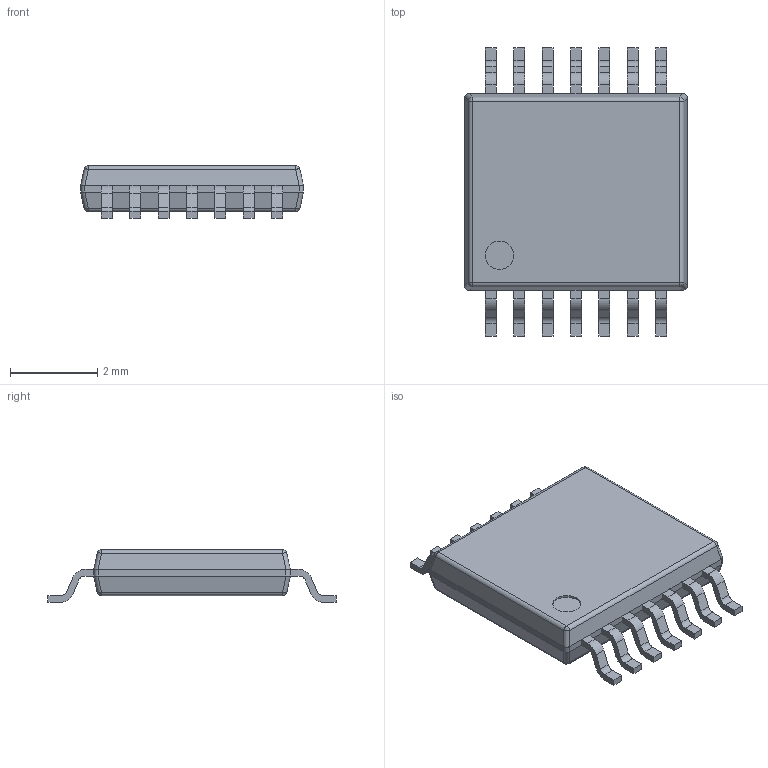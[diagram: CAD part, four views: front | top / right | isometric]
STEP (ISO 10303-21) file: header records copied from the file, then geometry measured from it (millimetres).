
FILE_DESCRIPTION(('STEP AP214'), '1');
FILE_NAME('MO-153AB-1', '', ('UNSPECIFIED'), ('UNSPECIFIED'), 'ASCON STEP Converter 1.3', 'ASCON Math Kernel', '');
FILE_SCHEMA(('AUTOMOTIVE_DESIGN { 1 0 10303 214 3 1 1}'));
Length unit declared in the file: millimetre
Bounding box: 5.1 x 6.6 x 1.2 mm (x, y, z)
Volume: 24.1 mm3; surface area: 80.7 mm2
Topology: 15 solids, 15 shells, 240 faces, 667 edges, 464 vertices
Faces by surface type: plane 155, cylinder 77, bspline 8
Full cylindrical faces by diameter (mm): 0.65 x1
Entity records: 9731 total; most frequent: CARTESIAN_POINT 1453, DIRECTION 1282, ORIENTED_EDGE 1204, EDGE_CURVE 602, LINE 484, VECTOR 484, AXIS2_PLACEMENT_3D 399, VERTEX_POINT 394
